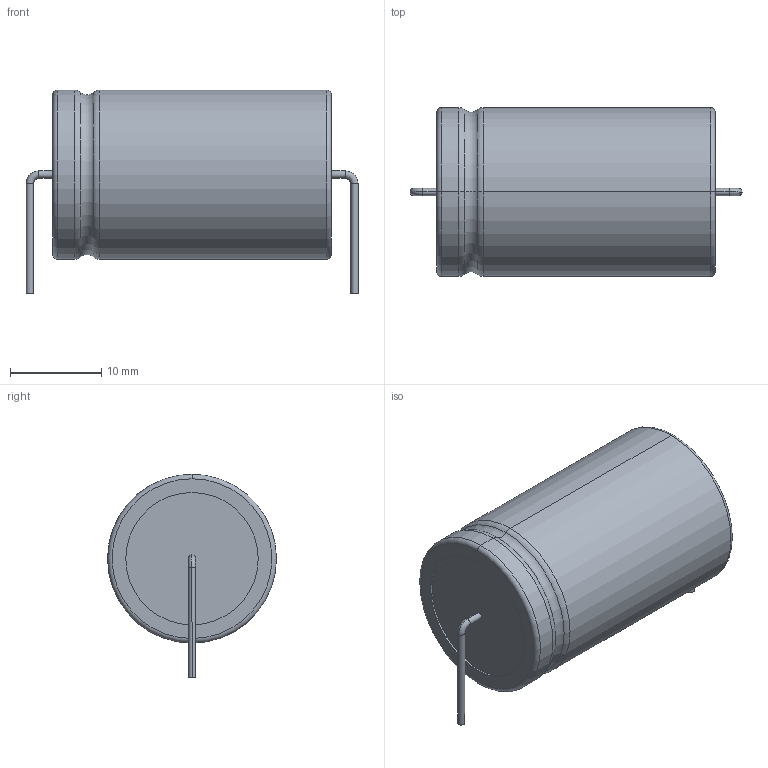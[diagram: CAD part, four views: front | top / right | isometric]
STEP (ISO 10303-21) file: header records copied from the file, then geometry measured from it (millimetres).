
FILE_DESCRIPTION((''),'2;1');
FILE_NAME('CAPPA3556-3050X1850.stp','2013-10-01T13:18:02',(''),(''),'Mechanical Desktop 2011','Mechanical Desktop 2011',', , ');
FILE_SCHEMA(('AUTOMOTIVE_DESIGN { 1 2 10303 214 1 1 1 1 }'));
Length unit declared in the file: millimetre
Products named in the file (1): Product
Bounding box: 36.36 x 18.5 x 22.3 mm (x, y, z)
Volume: 8104.1 mm3; surface area: 3089.1 mm2
Topology: 5 solids, 5 shells, 46 faces, 82 edges, 48 vertices
Faces by surface type: bspline 15, torus 12, cylinder 12, plane 7
Entity records: 1367 total; most frequent: CARTESIAN_POINT 416, DIRECTION 208, ORIENTED_EDGE 164, AXIS2_PLACEMENT_3D 94, EDGE_CURVE 82, CIRCLE 62, VERTEX_POINT 48, EDGE_LOOP 48
